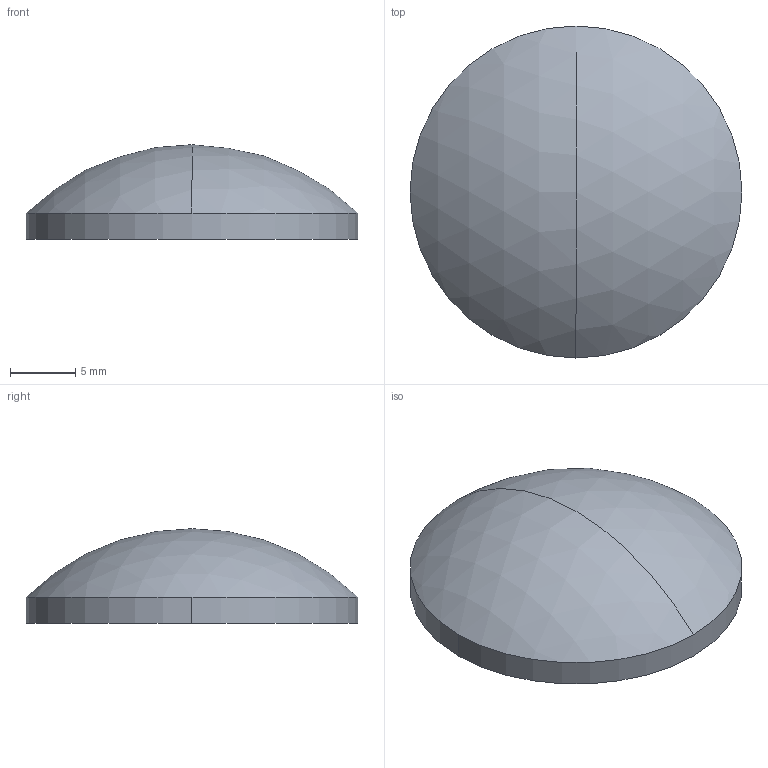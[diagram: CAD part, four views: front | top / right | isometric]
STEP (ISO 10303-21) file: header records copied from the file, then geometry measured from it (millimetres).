
FILE_DESCRIPTION (( 'STEP AP214' ), '1' );
FILE_NAME ('3247-E0W.STEP', '2009-12-21T16:55:36', ( ' ' ), ( ' ' ), 'SwSTEP 2.0', 'SolidWorks 2009', '' );
FILE_SCHEMA (( 'AUTOMOTIVE_DESIGN' ));
Length unit declared in the file: millimetre
Products named in the file (1): 3247-E0W
Bounding box: 25.4 x 25.4 x 7.23 mm (x, y, z)
Volume: 2412.1 mm3; surface area: 1258.7 mm2
Topology: 1 solids, 1 shells, 5 faces, 10 edges, 7 vertices
Faces by surface type: cylinder 2, sphere 2, plane 1
Entity records: 229 total; most frequent: DIRECTION 30, CARTESIAN_POINT 23, ORIENTED_EDGE 20, AXIS2_PLACEMENT_3D 14, EDGE_CURVE 10, UNCERTAINTY_MEASURE_WITH_UNIT 8, CIRCLE 8, MECHANICAL_DESIGN_GEOMETRIC_PRESENTATION_REPRESENTATION 7
